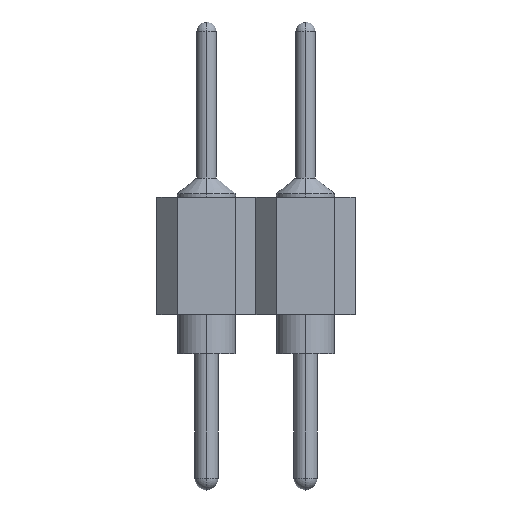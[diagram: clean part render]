
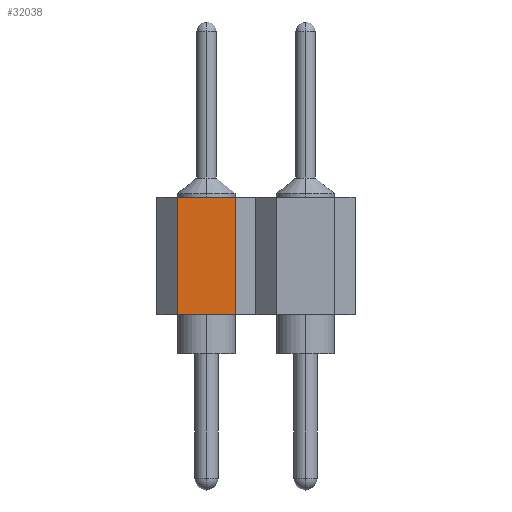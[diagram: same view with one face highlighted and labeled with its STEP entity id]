
A CAD part, left-side view. The second image highlights one B-rep face of the part: STEP entity #32038.
In plain terms, the highlighted planar face has unit normal (-1, 0, 0).
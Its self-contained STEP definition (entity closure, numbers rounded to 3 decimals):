
#133 = ORIENTED_EDGE ( 'NONE', *, *, #8504, .T. ) ;
#626 = CARTESIAN_POINT ( 'NONE',  ( -39.37, 0.75, 0. ) ) ;
#938 = VECTOR ( 'NONE', #10455, 1000. ) ;
#1369 = DIRECTION ( 'NONE',  ( 0., 0., -1. ) ) ;
#1953 = AXIS2_PLACEMENT_3D ( 'NONE', #626, #6894, #17249 ) ;
#2585 = EDGE_LOOP ( 'NONE', ( #8876, #133, #21721, #4789 ) ) ;
#4789 = ORIENTED_EDGE ( 'NONE', *, *, #9882, .F. ) ;
#5183 = VECTOR ( 'NONE', #10855, 1000. ) ;
#6894 = DIRECTION ( 'NONE',  ( -1., 0., 0. ) ) ;
#8504 = EDGE_CURVE ( 'NONE', #22651, #23632, #18807, .T. ) ;
#8876 = ORIENTED_EDGE ( 'NONE', *, *, #25290, .T. ) ;
#9261 = VECTOR ( 'NONE', #1369, 1000. ) ;
#9882 = EDGE_CURVE ( 'NONE', #18599, #12033, #25308, .T. ) ;
#10455 = DIRECTION ( 'NONE',  ( 0., 0., -1. ) ) ;
#10855 = DIRECTION ( 'NONE',  ( 0., -1., 0. ) ) ;
#12033 = VERTEX_POINT ( 'NONE', #15929 ) ;
#12299 = CARTESIAN_POINT ( 'NONE',  ( -39.37, 0.75, 0. ) ) ;
#12862 = CARTESIAN_POINT ( 'NONE',  ( -39.37, 0.75, -3. ) ) ;
#13649 = CARTESIAN_POINT ( 'NONE',  ( -39.37, -0.75, -3. ) ) ;
#14938 = PLANE ( 'NONE',  #1953 ) ;
#15151 = LINE ( 'NONE', #12299, #9261 ) ;
#15929 = CARTESIAN_POINT ( 'NONE',  ( -39.37, -0.75, 0. ) ) ;
#17249 = DIRECTION ( 'NONE',  ( 0., 0., 1. ) ) ;
#18156 = CARTESIAN_POINT ( 'NONE',  ( -39.37, -0.75, 0. ) ) ;
#18599 = VERTEX_POINT ( 'NONE', #34940 ) ;
#18807 = LINE ( 'NONE', #24520, #30888 ) ;
#19089 = CARTESIAN_POINT ( 'NONE',  ( -39.37, 0.75, 0. ) ) ;
#21721 = ORIENTED_EDGE ( 'NONE', *, *, #23476, .F. ) ;
#22651 = VERTEX_POINT ( 'NONE', #12862 ) ;
#23476 = EDGE_CURVE ( 'NONE', #12033, #23632, #32358, .T. ) ;
#23632 = VERTEX_POINT ( 'NONE', #13649 ) ;
#24520 = CARTESIAN_POINT ( 'NONE',  ( -39.37, 0.75, -3. ) ) ;
#25290 = EDGE_CURVE ( 'NONE', #18599, #22651, #15151, .T. ) ;
#25308 = LINE ( 'NONE', #19089, #5183 ) ;
#27150 = DIRECTION ( 'NONE',  ( 0., -1., 0. ) ) ;
#30888 = VECTOR ( 'NONE', #27150, 1000. ) ;
#30934 = FACE_OUTER_BOUND ( 'NONE', #2585, .T. ) ;
#32038 = ADVANCED_FACE ( 'NONE', ( #30934 ), #14938, .T. ) ;
#32358 = LINE ( 'NONE', #18156, #938 ) ;
#34940 = CARTESIAN_POINT ( 'NONE',  ( -39.37, 0.75, 0. ) ) ;
